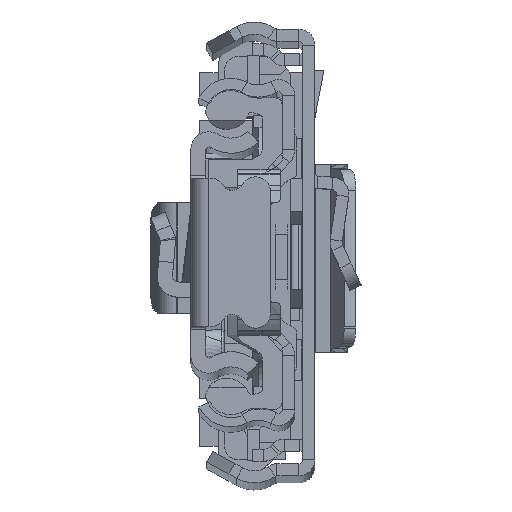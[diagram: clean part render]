
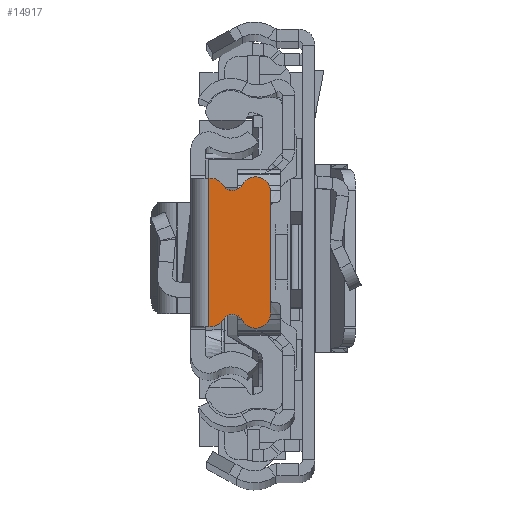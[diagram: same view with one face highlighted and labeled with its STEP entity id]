
A CAD part, top view. The second image highlights one B-rep face of the part: STEP entity #14917.
In plain terms, the highlighted planar face has unit normal (0, 0, 1).
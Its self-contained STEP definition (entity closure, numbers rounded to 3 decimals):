
#129 = LINE ( 'NONE', #16496, #23000 ) ;
#299 = DIRECTION ( 'NONE',  ( 0., -1., 0. ) ) ;
#862 = CARTESIAN_POINT ( 'NONE',  ( -4.142, 7.236, 0. ) ) ;
#1043 = EDGE_CURVE ( 'NONE', #13594, #32988, #32980, .T. ) ;
#1525 = ORIENTED_EDGE ( 'NONE', *, *, #5699, .T. ) ;
#2379 = DIRECTION ( 'NONE',  ( -1., 0., 0. ) ) ;
#2814 = AXIS2_PLACEMENT_3D ( 'NONE', #23169, #17699, #15577 ) ;
#2874 = EDGE_CURVE ( 'NONE', #3886, #10177, #32542, .T. ) ;
#3034 = DIRECTION ( 'NONE',  ( 0., 0., 1. ) ) ;
#3582 = VERTEX_POINT ( 'NONE', #17861 ) ;
#3589 = DIRECTION ( 'NONE',  ( 0., 0., -1. ) ) ;
#3886 = VERTEX_POINT ( 'NONE', #5845 ) ;
#4288 = AXIS2_PLACEMENT_3D ( 'NONE', #862, #19049, #8284 ) ;
#4359 = ORIENTED_EDGE ( 'NONE', *, *, #10615, .T. ) ;
#4586 = PLANE ( 'NONE',  #10805 ) ;
#4754 = CIRCLE ( 'NONE', #24463, 1.1 ) ;
#5146 = DIRECTION ( 'NONE',  ( 1., 0., 0. ) ) ;
#5173 = AXIS2_PLACEMENT_3D ( 'NONE', #17900, #15773, #2379 ) ;
#5289 = DIRECTION ( 'NONE',  ( 1., 0., 0. ) ) ;
#5329 = CARTESIAN_POINT ( 'NONE',  ( -6.429, 6., 0. ) ) ;
#5699 = EDGE_CURVE ( 'NONE', #7669, #10177, #14321, .T. ) ;
#5845 = CARTESIAN_POINT ( 'NONE',  ( -1.75, -7.37, 0. ) ) ;
#6637 = CARTESIAN_POINT ( 'NONE',  ( -1.929, -7.37, 0. ) ) ;
#6849 = EDGE_CURVE ( 'NONE', #24318, #7669, #4754, .T. ) ;
#7011 = AXIS2_PLACEMENT_3D ( 'NONE', #5329, #3034, #10974 ) ;
#7669 = VERTEX_POINT ( 'NONE', #9266 ) ;
#7769 = FACE_OUTER_BOUND ( 'NONE', #13916, .T. ) ;
#7870 = CIRCLE ( 'NONE', #2814, 1.5 ) ;
#8284 = DIRECTION ( 'NONE',  ( 1., 0., 0. ) ) ;
#8333 = EDGE_CURVE ( 'NONE', #32988, #3582, #17151, .T. ) ;
#9266 = CARTESIAN_POINT ( 'NONE',  ( -3.206, -6.658, 0. ) ) ;
#9391 = VECTOR ( 'NONE', #18821, 1000. ) ;
#9404 = ORIENTED_EDGE ( 'NONE', *, *, #24828, .F. ) ;
#10177 = VERTEX_POINT ( 'NONE', #6637 ) ;
#10615 = EDGE_CURVE ( 'NONE', #17970, #24318, #7870, .T. ) ;
#10805 = AXIS2_PLACEMENT_3D ( 'NONE', #26622, #26446, #5289 ) ;
#10974 = DIRECTION ( 'NONE',  ( -1., 0., 0. ) ) ;
#10999 = VERTEX_POINT ( 'NONE', #31525 ) ;
#12151 = ORIENTED_EDGE ( 'NONE', *, *, #6849, .T. ) ;
#13222 = VECTOR ( 'NONE', #30535, 1000. ) ;
#13594 = VERTEX_POINT ( 'NONE', #27505 ) ;
#13916 = EDGE_LOOP ( 'NONE', ( #20421, #9404, #22226, #26564, #18440, #20651, #4359, #12151, #1525, #16557 ) ) ;
#14321 = CIRCLE ( 'NONE', #34604, 1.5 ) ;
#14917 = ADVANCED_FACE ( 'NONE', ( #7769 ), #4586, .T. ) ;
#15577 = DIRECTION ( 'NONE',  ( 1., 0., 0. ) ) ;
#15729 = LINE ( 'NONE', #31943, #27639 ) ;
#15773 = DIRECTION ( 'NONE',  ( 0., 0., 1. ) ) ;
#16496 = CARTESIAN_POINT ( 'NONE',  ( -7.929, -6., 0. ) ) ;
#16557 = ORIENTED_EDGE ( 'NONE', *, *, #2874, .F. ) ;
#17151 = CIRCLE ( 'NONE', #7011, 1.5 ) ;
#17503 = CARTESIAN_POINT ( 'NONE',  ( -7.929, -6., 0. ) ) ;
#17699 = DIRECTION ( 'NONE',  ( 0., 0., 1. ) ) ;
#17861 = CARTESIAN_POINT ( 'NONE',  ( -7.929, 6., 0. ) ) ;
#17900 = CARTESIAN_POINT ( 'NONE',  ( -1.929, 5.87, 0. ) ) ;
#17970 = VERTEX_POINT ( 'NONE', #17503 ) ;
#18440 = ORIENTED_EDGE ( 'NONE', *, *, #8333, .T. ) ;
#18821 = DIRECTION ( 'NONE',  ( -1., 0., 0. ) ) ;
#18875 = EDGE_CURVE ( 'NONE', #3582, #17970, #129, .T. ) ;
#19049 = DIRECTION ( 'NONE',  ( 0., 0., -1. ) ) ;
#19816 = CARTESIAN_POINT ( 'NONE',  ( -1.75, 0., 0. ) ) ;
#19897 = CARTESIAN_POINT ( 'NONE',  ( -5.109, 6.713, 0. ) ) ;
#20421 = ORIENTED_EDGE ( 'NONE', *, *, #33713, .F. ) ;
#20651 = ORIENTED_EDGE ( 'NONE', *, *, #18875, .T. ) ;
#22226 = ORIENTED_EDGE ( 'NONE', *, *, #25113, .T. ) ;
#22462 = LINE ( 'NONE', #19816, #13222 ) ;
#23000 = VECTOR ( 'NONE', #299, 1000. ) ;
#23169 = CARTESIAN_POINT ( 'NONE',  ( -6.429, -6., 0. ) ) ;
#24318 = VERTEX_POINT ( 'NONE', #27452 ) ;
#24463 = AXIS2_PLACEMENT_3D ( 'NONE', #33361, #3589, #33011 ) ;
#24828 = EDGE_CURVE ( 'NONE', #10999, #31136, #15729, .T. ) ;
#25113 = EDGE_CURVE ( 'NONE', #10999, #13594, #34441, .T. ) ;
#26446 = DIRECTION ( 'NONE',  ( 0., 0., 1. ) ) ;
#26564 = ORIENTED_EDGE ( 'NONE', *, *, #1043, .T. ) ;
#26622 = CARTESIAN_POINT ( 'NONE',  ( 397.771, 0., 0. ) ) ;
#27014 = DIRECTION ( 'NONE',  ( 1., 0., 0. ) ) ;
#27178 = DIRECTION ( 'NONE',  ( 0., 0., 1. ) ) ;
#27452 = CARTESIAN_POINT ( 'NONE',  ( -5.109, -6.713, 0. ) ) ;
#27505 = CARTESIAN_POINT ( 'NONE',  ( -3.206, 6.658, 0. ) ) ;
#27639 = VECTOR ( 'NONE', #5146, 1000. ) ;
#29973 = CARTESIAN_POINT ( 'NONE',  ( -1.929, -5.87, 0. ) ) ;
#30136 = CARTESIAN_POINT ( 'NONE',  ( -1.75, 7.37, 0. ) ) ;
#30535 = DIRECTION ( 'NONE',  ( 0., -1., 0. ) ) ;
#31136 = VERTEX_POINT ( 'NONE', #30136 ) ;
#31525 = CARTESIAN_POINT ( 'NONE',  ( -1.929, 7.37, 0. ) ) ;
#31943 = CARTESIAN_POINT ( 'NONE',  ( -1.929, 7.37, 0. ) ) ;
#32542 = LINE ( 'NONE', #34838, #9391 ) ;
#32980 = CIRCLE ( 'NONE', #4288, 1.1 ) ;
#32988 = VERTEX_POINT ( 'NONE', #19897 ) ;
#33011 = DIRECTION ( 'NONE',  ( -1., 0., 0. ) ) ;
#33361 = CARTESIAN_POINT ( 'NONE',  ( -4.142, -7.236, 0. ) ) ;
#33713 = EDGE_CURVE ( 'NONE', #31136, #3886, #22462, .T. ) ;
#34441 = CIRCLE ( 'NONE', #5173, 1.5 ) ;
#34604 = AXIS2_PLACEMENT_3D ( 'NONE', #29973, #27178, #27014 ) ;
#34838 = CARTESIAN_POINT ( 'NONE',  ( -1.929, -7.37, 0. ) ) ;
